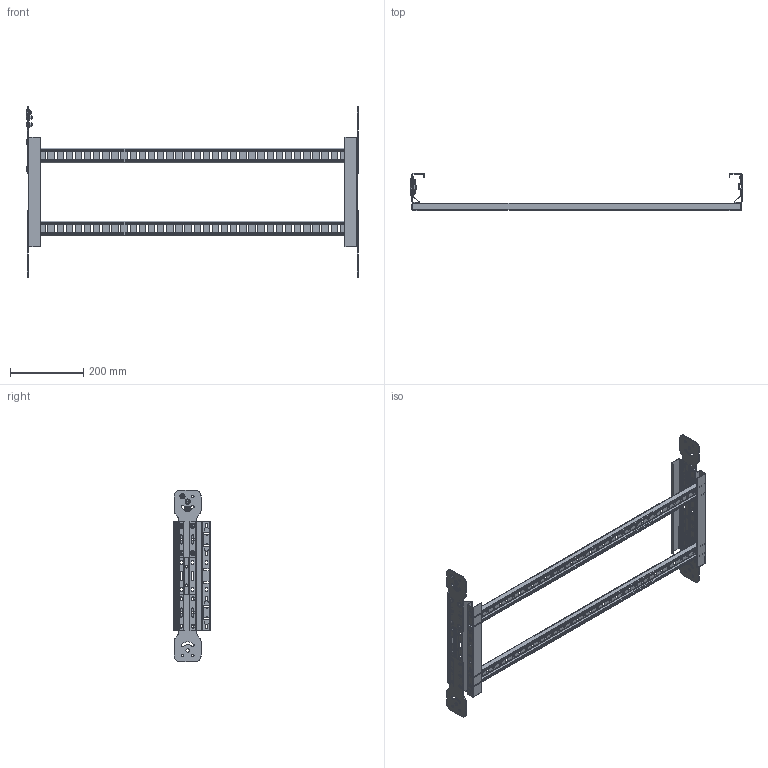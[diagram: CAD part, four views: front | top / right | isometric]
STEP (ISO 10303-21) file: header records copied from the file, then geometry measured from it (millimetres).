
FILE_DESCRIPTION (( 'STEP AP203' ), '1' );
FILE_NAME ('ULF019.STEP', '2015-04-01T12:32:22', ( '' ), ( '' ), 'SwSTEP 2.0', 'SolidWorks 2014', '' );
FILE_SCHEMA (( 'CONFIG_CONTROL_DESIGN' ));
Length unit declared in the file: millimetre
Products named in the file (11): ULF019; 100õ2,5; ñîåäåíèòåëè øàðíèðíûå 100; Çåðêàëüíî îòðàçèòü100õ2,5; Çåðêàëüíî îòðàçèòüñîåäåíèòåëè øàðíèðíûå 100; Çåðêàëüíî îòðàçèòüñîåäåíèòåëè øàðíèðíûå 1001; Hex Flange Nut_AM_B18.2.2.4M - Hex flange nut, M6 x 1 --N; Square Neck Bolt 02_ISO_ISO 8678-M6x12-7-S; 鋋翲歑鍙 34mm H100_300; áîëò+ãàéêà ì8(3.0mm); Traversino 39x19x1.5_900:(1,5)
Assembly tree (21 placements, depth 3):
  ULF019
    鋋翲歑鍙 34mm H100_300  x2
    Traversino 39x19x1.5_900:(1,5)  x2
    ñîåäåíèòåëè øàðíèðíûå 100  x2
      100õ2,5
    Çåðêàëüíî îòðàçèòüñîåäåíèòåëè øàðíèðíûå 100
      Çåðêàëüíî îòðàçèòü100õ2,5
    Çåðêàëüíî îòðàçèòüñîåäåíèòåëè øàðíèðíûå 1001
      Çåðêàëüíî îòðàçèòü100õ2,5
    áîëò+ãàéêà ì8(3.0mm)  x8
      Hex Flange Nut_AM_B18.2.2.4M - Hex flange nut, M6 x 1 --N
      Square Neck Bolt 02_ISO_ISO 8678-M6x12-7-S
Bounding box: 908.6 x 101.9 x 468 mm (x, y, z)
Volume: 536339.5 mm3; surface area: 687380.9 mm2
Topology: 24 solids, 24 shells, 2792 faces, 7376 edges, 4612 vertices
Faces by surface type: plane 1140, cylinder 900, cone 376, bspline 288, torus 72, sphere 16
Entity records: 36048 total; most frequent: CARTESIAN_POINT 7529, ORIENTED_EDGE 5746, DIRECTION 5451, EDGE_CURVE 2873, VERTEX_POINT 1838, AXIS2_PLACEMENT_3D 1826, LINE 1799, VECTOR 1799
